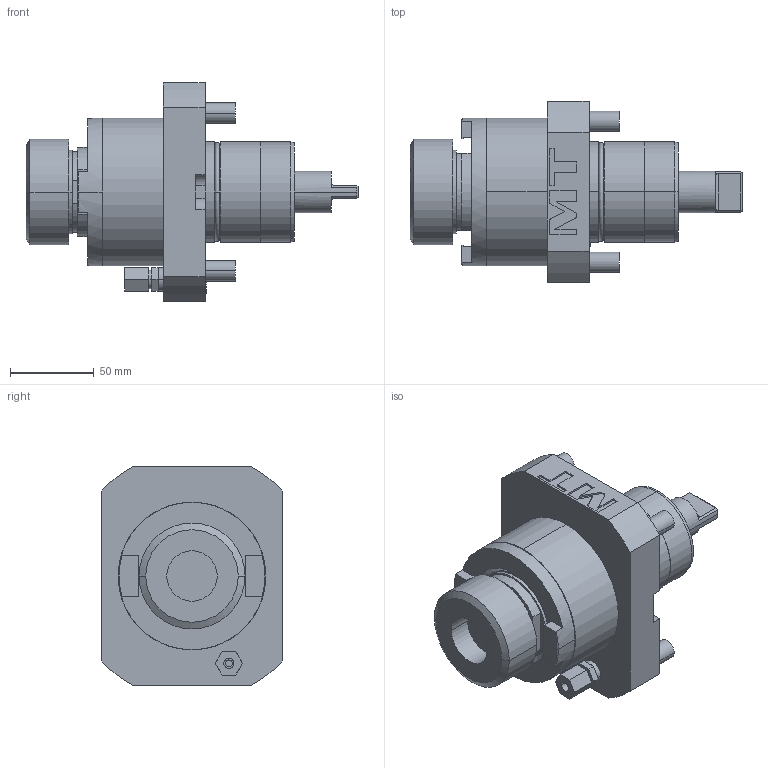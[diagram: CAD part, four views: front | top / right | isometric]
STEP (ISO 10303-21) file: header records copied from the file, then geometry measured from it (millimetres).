
FILE_DESCRIPTION((''),'2;1');
FILE_NAME('MNL0020140_CONF','2023-02-08T15:37:01',('sterribile'),('M.T. srl'),'CREO PARAMETRIC BY PTC INC, 2021072','CREO PARAMETRIC BY PTC INC, 2021072','');
FILE_SCHEMA(('CONFIG_CONTROL_DESIGN'));
Length unit declared in the file: millimetre
Products named in the file (1): MNL0020140_CONF
Bounding box: 197.66 x 108 x 130 mm (x, y, z)
Volume: 867170.3 mm3; surface area: 90063.4 mm2
Topology: 1 solids, 1 shells, 222 faces, 550 edges, 362 vertices
Faces by surface type: plane 138, cylinder 66, cone 10, extrusion 4, torus 4
Entity records: 6701 total; most frequent: CARTESIAN_POINT 1253, DIRECTION 1134, ORIENTED_EDGE 1100, EDGE_CURVE 550, AXIS2_PLACEMENT_3D 384, VECTOR 366, LINE 362, VERTEX_POINT 362
